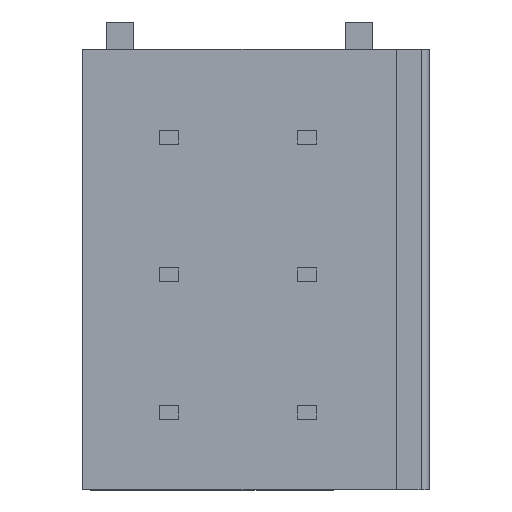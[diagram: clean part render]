
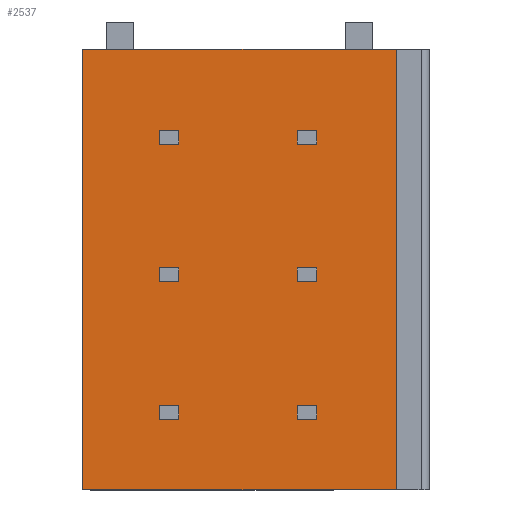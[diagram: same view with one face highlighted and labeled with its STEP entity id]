
A CAD part, top view. The second image highlights one B-rep face of the part: STEP entity #2537.
In plain terms, the highlighted planar face has unit normal (0, 0, 1).
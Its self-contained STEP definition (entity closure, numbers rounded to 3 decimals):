
#23=DIRECTION('',(1.,0.,0.));
#24=VECTOR('',#23,11.4);
#25=CARTESIAN_POINT('',(-6.3,-12.8,4.55));
#26=LINE('',#25,#24);
#90=DIRECTION('',(0.,1.,0.));
#91=VECTOR('',#90,16.);
#92=CARTESIAN_POINT('',(5.1,-12.8,4.55));
#93=LINE('',#92,#91);
#94=DIRECTION('',(0.,1.,0.));
#95=VECTOR('',#94,16.);
#96=CARTESIAN_POINT('',(-6.3,-12.8,4.55));
#97=LINE('',#96,#95);
#98=DIRECTION('',(-1.,0.,0.));
#99=VECTOR('',#98,0.7);
#100=CARTESIAN_POINT('',(-2.8,0.25,4.55));
#101=LINE('',#100,#99);
#102=DIRECTION('',(0.,-1.,0.));
#103=VECTOR('',#102,0.5);
#104=CARTESIAN_POINT('',(-3.5,0.25,4.55));
#105=LINE('',#104,#103);
#106=DIRECTION('',(1.,0.,0.));
#107=VECTOR('',#106,0.7);
#108=CARTESIAN_POINT('',(-3.5,-0.25,4.55));
#109=LINE('',#108,#107);
#110=DIRECTION('',(0.,1.,0.));
#111=VECTOR('',#110,0.5);
#112=CARTESIAN_POINT('',(-2.8,-0.25,4.55));
#113=LINE('',#112,#111);
#114=DIRECTION('',(-1.,0.,0.));
#115=VECTOR('',#114,0.7);
#116=CARTESIAN_POINT('',(2.2,0.25,4.55));
#117=LINE('',#116,#115);
#118=DIRECTION('',(0.,-1.,0.));
#119=VECTOR('',#118,0.5);
#120=CARTESIAN_POINT('',(1.5,0.25,4.55));
#121=LINE('',#120,#119);
#122=DIRECTION('',(1.,0.,0.));
#123=VECTOR('',#122,0.7);
#124=CARTESIAN_POINT('',(1.5,-0.25,4.55));
#125=LINE('',#124,#123);
#126=DIRECTION('',(0.,1.,0.));
#127=VECTOR('',#126,0.5);
#128=CARTESIAN_POINT('',(2.2,-0.25,4.55));
#129=LINE('',#128,#127);
#130=DIRECTION('',(-1.,0.,0.));
#131=VECTOR('',#130,0.7);
#132=CARTESIAN_POINT('',(-2.8,-4.75,4.55));
#133=LINE('',#132,#131);
#134=DIRECTION('',(0.,-1.,0.));
#135=VECTOR('',#134,0.5);
#136=CARTESIAN_POINT('',(-3.5,-4.75,4.55));
#137=LINE('',#136,#135);
#138=DIRECTION('',(1.,0.,0.));
#139=VECTOR('',#138,0.7);
#140=CARTESIAN_POINT('',(-3.5,-5.25,4.55));
#141=LINE('',#140,#139);
#142=DIRECTION('',(0.,1.,0.));
#143=VECTOR('',#142,0.5);
#144=CARTESIAN_POINT('',(-2.8,-5.25,4.55));
#145=LINE('',#144,#143);
#146=DIRECTION('',(-1.,0.,0.));
#147=VECTOR('',#146,0.7);
#148=CARTESIAN_POINT('',(2.2,-4.75,4.55));
#149=LINE('',#148,#147);
#150=DIRECTION('',(0.,-1.,0.));
#151=VECTOR('',#150,0.5);
#152=CARTESIAN_POINT('',(1.5,-4.75,4.55));
#153=LINE('',#152,#151);
#154=DIRECTION('',(1.,0.,0.));
#155=VECTOR('',#154,0.7);
#156=CARTESIAN_POINT('',(1.5,-5.25,4.55));
#157=LINE('',#156,#155);
#158=DIRECTION('',(0.,1.,0.));
#159=VECTOR('',#158,0.5);
#160=CARTESIAN_POINT('',(2.2,-5.25,4.55));
#161=LINE('',#160,#159);
#162=DIRECTION('',(-1.,0.,0.));
#163=VECTOR('',#162,0.7);
#164=CARTESIAN_POINT('',(-2.8,-9.75,4.55));
#165=LINE('',#164,#163);
#166=DIRECTION('',(0.,-1.,0.));
#167=VECTOR('',#166,0.5);
#168=CARTESIAN_POINT('',(-3.5,-9.75,4.55));
#169=LINE('',#168,#167);
#170=DIRECTION('',(1.,0.,0.));
#171=VECTOR('',#170,0.7);
#172=CARTESIAN_POINT('',(-3.5,-10.25,4.55));
#173=LINE('',#172,#171);
#174=DIRECTION('',(0.,1.,0.));
#175=VECTOR('',#174,0.5);
#176=CARTESIAN_POINT('',(-2.8,-10.25,4.55));
#177=LINE('',#176,#175);
#178=DIRECTION('',(-1.,0.,0.));
#179=VECTOR('',#178,0.7);
#180=CARTESIAN_POINT('',(2.2,-9.75,4.55));
#181=LINE('',#180,#179);
#182=DIRECTION('',(0.,-1.,0.));
#183=VECTOR('',#182,0.5);
#184=CARTESIAN_POINT('',(1.5,-9.75,4.55));
#185=LINE('',#184,#183);
#186=DIRECTION('',(1.,0.,0.));
#187=VECTOR('',#186,0.7);
#188=CARTESIAN_POINT('',(1.5,-10.25,4.55));
#189=LINE('',#188,#187);
#190=DIRECTION('',(0.,1.,0.));
#191=VECTOR('',#190,0.5);
#192=CARTESIAN_POINT('',(2.2,-10.25,4.55));
#193=LINE('',#192,#191);
#280=DIRECTION('',(1.,0.,0.));
#281=VECTOR('',#280,11.4);
#282=CARTESIAN_POINT('',(-6.3,3.2,4.55));
#283=LINE('',#282,#281);
#1795=CARTESIAN_POINT('',(-6.3,-12.8,4.55));
#1796=CARTESIAN_POINT('',(5.1,-12.8,4.55));
#1797=VERTEX_POINT('',#1795);
#1798=VERTEX_POINT('',#1796);
#1825=CARTESIAN_POINT('',(-6.3,3.2,4.55));
#1826=VERTEX_POINT('',#1825);
#1827=CARTESIAN_POINT('',(5.1,3.2,4.55));
#1828=VERTEX_POINT('',#1827);
#2235=CARTESIAN_POINT('',(-2.8,0.25,4.55));
#2236=CARTESIAN_POINT('',(-3.5,0.25,4.55));
#2237=VERTEX_POINT('',#2235);
#2238=VERTEX_POINT('',#2236);
#2239=CARTESIAN_POINT('',(-3.5,-0.25,4.55));
#2240=VERTEX_POINT('',#2239);
#2241=CARTESIAN_POINT('',(-2.8,-0.25,4.55));
#2242=VERTEX_POINT('',#2241);
#2243=CARTESIAN_POINT('',(2.2,0.25,4.55));
#2244=CARTESIAN_POINT('',(1.5,0.25,4.55));
#2245=VERTEX_POINT('',#2243);
#2246=VERTEX_POINT('',#2244);
#2247=CARTESIAN_POINT('',(1.5,-0.25,4.55));
#2248=VERTEX_POINT('',#2247);
#2249=CARTESIAN_POINT('',(2.2,-0.25,4.55));
#2250=VERTEX_POINT('',#2249);
#2267=CARTESIAN_POINT('',(-2.8,-4.75,4.55));
#2268=CARTESIAN_POINT('',(-3.5,-4.75,4.55));
#2269=VERTEX_POINT('',#2267);
#2270=VERTEX_POINT('',#2268);
#2271=CARTESIAN_POINT('',(-3.5,-5.25,4.55));
#2272=VERTEX_POINT('',#2271);
#2273=CARTESIAN_POINT('',(-2.8,-5.25,4.55));
#2274=VERTEX_POINT('',#2273);
#2275=CARTESIAN_POINT('',(2.2,-4.75,4.55));
#2276=CARTESIAN_POINT('',(1.5,-4.75,4.55));
#2277=VERTEX_POINT('',#2275);
#2278=VERTEX_POINT('',#2276);
#2279=CARTESIAN_POINT('',(1.5,-5.25,4.55));
#2280=VERTEX_POINT('',#2279);
#2281=CARTESIAN_POINT('',(2.2,-5.25,4.55));
#2282=VERTEX_POINT('',#2281);
#2299=CARTESIAN_POINT('',(-2.8,-9.75,4.55));
#2300=CARTESIAN_POINT('',(-3.5,-9.75,4.55));
#2301=VERTEX_POINT('',#2299);
#2302=VERTEX_POINT('',#2300);
#2303=CARTESIAN_POINT('',(-3.5,-10.25,4.55));
#2304=VERTEX_POINT('',#2303);
#2305=CARTESIAN_POINT('',(-2.8,-10.25,4.55));
#2306=VERTEX_POINT('',#2305);
#2307=CARTESIAN_POINT('',(2.2,-9.75,4.55));
#2308=CARTESIAN_POINT('',(1.5,-9.75,4.55));
#2309=VERTEX_POINT('',#2307);
#2310=VERTEX_POINT('',#2308);
#2311=CARTESIAN_POINT('',(1.5,-10.25,4.55));
#2312=VERTEX_POINT('',#2311);
#2313=CARTESIAN_POINT('',(2.2,-10.25,4.55));
#2314=VERTEX_POINT('',#2313);
#2464=CARTESIAN_POINT('',(-6.3,-12.8,4.55));
#2465=DIRECTION('',(0.,0.,1.));
#2466=DIRECTION('',(1.,0.,0.));
#2467=AXIS2_PLACEMENT_3D('',#2464,#2465,#2466);
#2468=PLANE('',#2467);
#2470=ORIENTED_EDGE('',*,*,#2469,.T.);
#2472=ORIENTED_EDGE('',*,*,#2471,.T.);
#2473=ORIENTED_EDGE('',*,*,#2455,.F.);
#2474=ORIENTED_EDGE('',*,*,#2362,.F.);
#2475=EDGE_LOOP('',(#2470,#2472,#2473,#2474));
#2476=FACE_OUTER_BOUND('',#2475,.F.);
#2478=ORIENTED_EDGE('',*,*,#2477,.T.);
#2480=ORIENTED_EDGE('',*,*,#2479,.T.);
#2482=ORIENTED_EDGE('',*,*,#2481,.T.);
#2484=ORIENTED_EDGE('',*,*,#2483,.T.);
#2485=EDGE_LOOP('',(#2478,#2480,#2482,#2484));
#2486=FACE_BOUND('',#2485,.F.);
#2488=ORIENTED_EDGE('',*,*,#2487,.T.);
#2490=ORIENTED_EDGE('',*,*,#2489,.T.);
#2492=ORIENTED_EDGE('',*,*,#2491,.T.);
#2494=ORIENTED_EDGE('',*,*,#2493,.T.);
#2495=EDGE_LOOP('',(#2488,#2490,#2492,#2494));
#2496=FACE_BOUND('',#2495,.F.);
#2498=ORIENTED_EDGE('',*,*,#2497,.T.);
#2500=ORIENTED_EDGE('',*,*,#2499,.T.);
#2502=ORIENTED_EDGE('',*,*,#2501,.T.);
#2504=ORIENTED_EDGE('',*,*,#2503,.T.);
#2505=EDGE_LOOP('',(#2498,#2500,#2502,#2504));
#2506=FACE_BOUND('',#2505,.F.);
#2508=ORIENTED_EDGE('',*,*,#2507,.T.);
#2510=ORIENTED_EDGE('',*,*,#2509,.T.);
#2512=ORIENTED_EDGE('',*,*,#2511,.T.);
#2514=ORIENTED_EDGE('',*,*,#2513,.T.);
#2515=EDGE_LOOP('',(#2508,#2510,#2512,#2514));
#2516=FACE_BOUND('',#2515,.F.);
#2518=ORIENTED_EDGE('',*,*,#2517,.T.);
#2520=ORIENTED_EDGE('',*,*,#2519,.T.);
#2522=ORIENTED_EDGE('',*,*,#2521,.T.);
#2524=ORIENTED_EDGE('',*,*,#2523,.T.);
#2525=EDGE_LOOP('',(#2518,#2520,#2522,#2524));
#2526=FACE_BOUND('',#2525,.F.);
#2528=ORIENTED_EDGE('',*,*,#2527,.T.);
#2530=ORIENTED_EDGE('',*,*,#2529,.T.);
#2532=ORIENTED_EDGE('',*,*,#2531,.T.);
#2534=ORIENTED_EDGE('',*,*,#2533,.T.);
#2535=EDGE_LOOP('',(#2528,#2530,#2532,#2534));
#2536=FACE_BOUND('',#2535,.F.);
#2537=ADVANCED_FACE('',(#2476,#2486,#2496,#2506,#2516,#2526,#2536),#2468,.T.);
#2362=EDGE_CURVE('',#1797,#1798,#26,.T.);
#2455=EDGE_CURVE('',#1798,#1828,#93,.T.);
#2469=EDGE_CURVE('',#1797,#1826,#97,.T.);
#2471=EDGE_CURVE('',#1826,#1828,#283,.T.);
#2477=EDGE_CURVE('',#2237,#2238,#101,.T.);
#2479=EDGE_CURVE('',#2238,#2240,#105,.T.);
#2481=EDGE_CURVE('',#2240,#2242,#109,.T.);
#2483=EDGE_CURVE('',#2242,#2237,#113,.T.);
#2487=EDGE_CURVE('',#2245,#2246,#117,.T.);
#2489=EDGE_CURVE('',#2246,#2248,#121,.T.);
#2491=EDGE_CURVE('',#2248,#2250,#125,.T.);
#2493=EDGE_CURVE('',#2250,#2245,#129,.T.);
#2497=EDGE_CURVE('',#2269,#2270,#133,.T.);
#2499=EDGE_CURVE('',#2270,#2272,#137,.T.);
#2501=EDGE_CURVE('',#2272,#2274,#141,.T.);
#2503=EDGE_CURVE('',#2274,#2269,#145,.T.);
#2507=EDGE_CURVE('',#2277,#2278,#149,.T.);
#2509=EDGE_CURVE('',#2278,#2280,#153,.T.);
#2511=EDGE_CURVE('',#2280,#2282,#157,.T.);
#2513=EDGE_CURVE('',#2282,#2277,#161,.T.);
#2517=EDGE_CURVE('',#2301,#2302,#165,.T.);
#2519=EDGE_CURVE('',#2302,#2304,#169,.T.);
#2521=EDGE_CURVE('',#2304,#2306,#173,.T.);
#2523=EDGE_CURVE('',#2306,#2301,#177,.T.);
#2527=EDGE_CURVE('',#2309,#2310,#181,.T.);
#2529=EDGE_CURVE('',#2310,#2312,#185,.T.);
#2531=EDGE_CURVE('',#2312,#2314,#189,.T.);
#2533=EDGE_CURVE('',#2314,#2309,#193,.T.);
